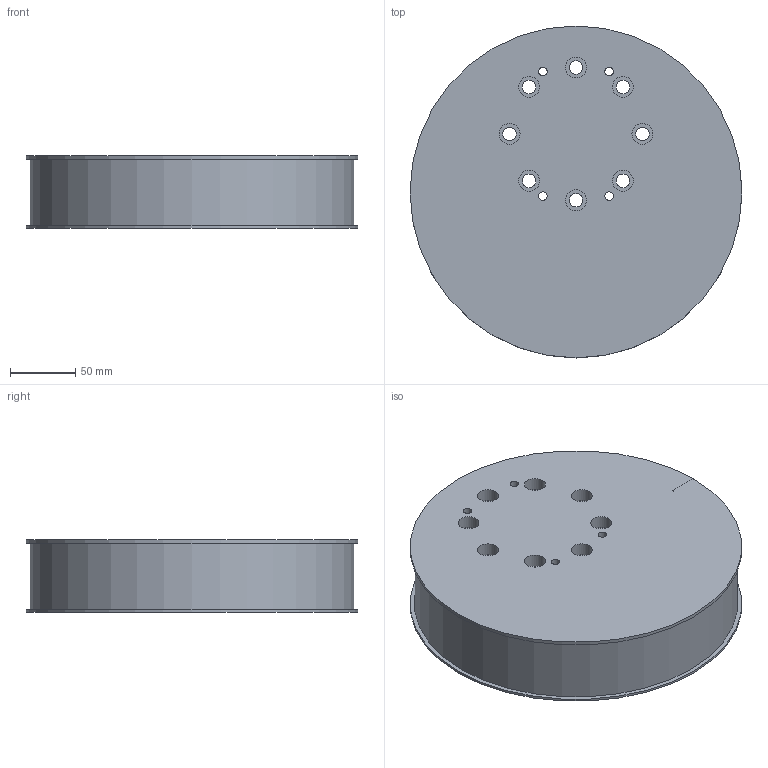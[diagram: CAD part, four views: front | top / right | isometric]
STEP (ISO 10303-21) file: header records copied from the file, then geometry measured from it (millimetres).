
FILE_DESCRIPTION(/* description */ ('STEP AP242','CAx-IF Rec.Pracs.---Representation and Presentation of Product Manufacturing Information (PMI)---4.0---2014-10-13','CAx-IF Rec.Pracs.---3D Tessellated Geometry---0.4---2014-09-14','2;1'),/* implementation_level */ '2;1');
FILE_NAME(/* name */ '6876aca147e792502aaa88b2',/* time_stamp */ '2025-07-15T19:31:45Z',/* author */ (''),/* organization */ (''),/* preprocessor_version */ 'ST-DEVELOPER v20',/* originating_system */ 'ONSHAPE BY PTC INC, 1.200',/* authorisation */ ' ');
FILE_SCHEMA (('AP242_MANAGED_MODEL_BASED_3D_ENGINEERING_MIM_LF { 1 0 10303 442 1 1 4 }'));
Length unit declared in the file: metre
Products named in the file (1): Part 1
Bounding box: 254 x 254 x 55.24 mm (x, y, z)
Volume: 2146964.9 mm3; surface area: 170624.2 mm2
Topology: 1 solids, 1 shells, 39 faces, 83 edges, 58 vertices
Faces by surface type: cylinder 25, plane 14
Full cylindrical faces by diameter (mm): 2.184 x1, 6.528 x4, 10.319 x8, 16.002 x8, 127.508 x1, 247.65 x1, 254 x2
Entity records: 964 total; most frequent: DIRECTION 180, CARTESIAN_POINT 140, ORIENTED_EDGE 100, EDGE_LOOP 100, FACE_BOUND 100, AXIS2_PLACEMENT_3D 90, EDGE_CURVE 50, VERTEX_POINT 50
